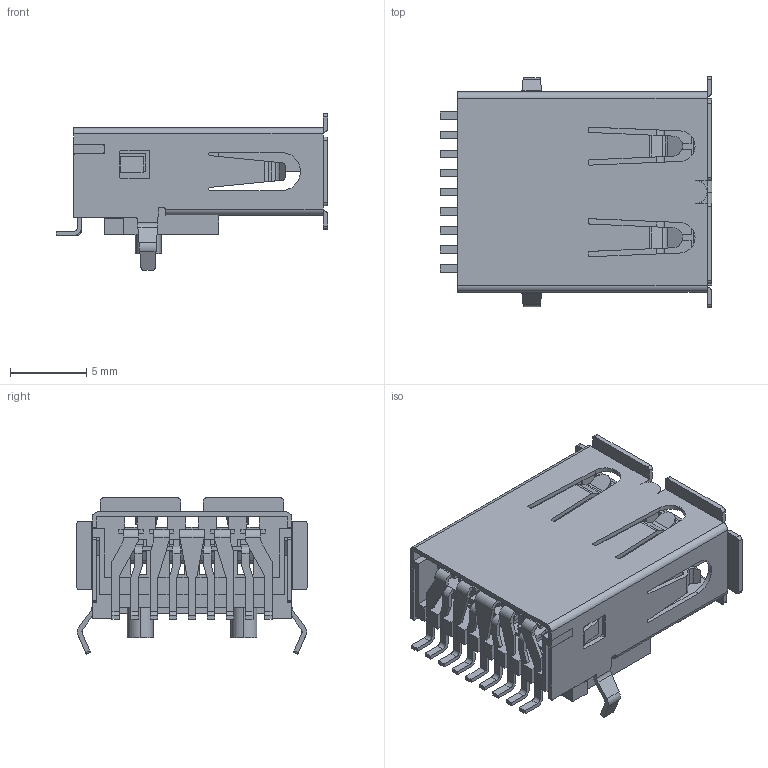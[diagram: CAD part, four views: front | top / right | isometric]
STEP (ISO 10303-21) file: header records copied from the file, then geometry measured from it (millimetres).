
FILE_DESCRIPTION (( 'STEP AP214' ), '1' );
FILE_NAME ('692122030100.STEP', '2021-08-04T09:11:27', ( '' ), ( '' ), 'SwSTEP 2.0', 'SolidWorks 2018', '' );
FILE_SCHEMA (( 'AUTOMOTIVE_DESIGN' ));
Length unit declared in the file: millimetre
Products named in the file (1): 692122030100
Bounding box: 17.8 x 15.1 x 10.23 mm (x, y, z)
Volume: 604.2 mm3; surface area: 2572.9 mm2
Topology: 11 solids, 11 shells, 1021 faces, 2965 edges, 1940 vertices
Faces by surface type: plane 800, cylinder 219, bspline 2
Entity records: 44614 total; most frequent: CARTESIAN_POINT 6273, ORIENTED_EDGE 5930, DIRECTION 5241, EDGE_CURVE 2965, LINE 2513, VECTOR 2513, VERTEX_POINT 1940, AXIS2_PLACEMENT_3D 1364
